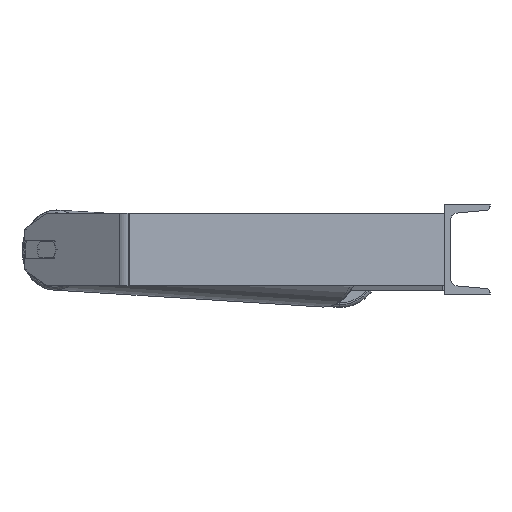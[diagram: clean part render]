
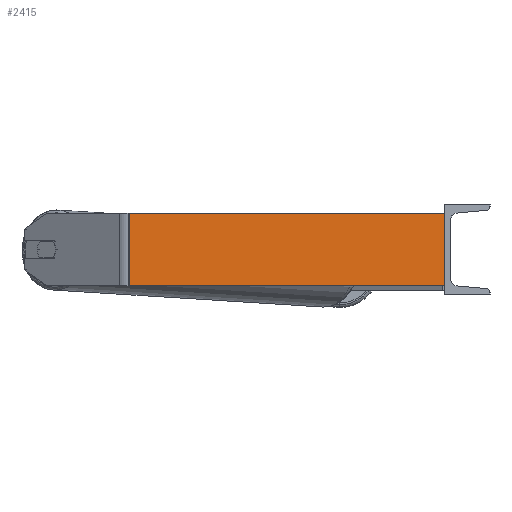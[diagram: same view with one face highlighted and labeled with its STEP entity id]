
A CAD part, left-side view. The second image highlights one B-rep face of the part: STEP entity #2415.
In plain terms, the highlighted planar face has unit normal (-0.996, -0.087, 0).
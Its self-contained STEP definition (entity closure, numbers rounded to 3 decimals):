
#29 = CARTESIAN_POINT ( 'NONE',  ( -785., 0., -40. ) ) ;
#90 = VECTOR ( 'NONE', #1001, 1000. ) ;
#333 = EDGE_CURVE ( 'NONE', #4225, #1031, #7768, .T. ) ;
#1001 = DIRECTION ( 'NONE',  ( 0., 0., -1. ) ) ;
#1031 = VERTEX_POINT ( 'NONE', #3309 ) ;
#1269 = CARTESIAN_POINT ( 'NONE',  ( -816.146, 356.005, -40. ) ) ;
#1431 = EDGE_LOOP ( 'NONE', ( #9018, #3768, #6165, #6297 ) ) ;
#1605 = VECTOR ( 'NONE', #6198, 1000. ) ;
#1701 = CARTESIAN_POINT ( 'NONE',  ( -785., 0., 40. ) ) ;
#1727 = EDGE_CURVE ( 'NONE', #4225, #4355, #4483, .T. ) ;
#2106 = VECTOR ( 'NONE', #2851, 1000. ) ;
#2167 = DIRECTION ( 'NONE',  ( -0.087, 0.996, 0. ) ) ;
#2217 = FACE_OUTER_BOUND ( 'NONE', #1431, .T. ) ;
#2312 = PLANE ( 'NONE',  #7107 ) ;
#2415 = ADVANCED_FACE ( 'NONE', ( #2217 ), #2312, .F. ) ;
#2851 = DIRECTION ( 'NONE',  ( 0.087, -0.996, 0. ) ) ;
#3309 = CARTESIAN_POINT ( 'NONE',  ( -785., 0., 40. ) ) ;
#3394 = LINE ( 'NONE', #1269, #1605 ) ;
#3677 = LINE ( 'NONE', #1701, #90 ) ;
#3719 = CARTESIAN_POINT ( 'NONE',  ( -815.639, 350.204, 40. ) ) ;
#3768 = ORIENTED_EDGE ( 'NONE', *, *, #4309, .F. ) ;
#4225 = VERTEX_POINT ( 'NONE', #6485 ) ;
#4309 = EDGE_CURVE ( 'NONE', #1031, #7183, #3677, .T. ) ;
#4355 = VERTEX_POINT ( 'NONE', #4666 ) ;
#4483 = LINE ( 'NONE', #3719, #8826 ) ;
#4666 = CARTESIAN_POINT ( 'NONE',  ( -815.639, 350.204, -40. ) ) ;
#5101 = CARTESIAN_POINT ( 'NONE',  ( -816.146, 356.005, 40. ) ) ;
#5980 = EDGE_CURVE ( 'NONE', #4355, #7183, #3394, .T. ) ;
#6165 = ORIENTED_EDGE ( 'NONE', *, *, #333, .F. ) ;
#6198 = DIRECTION ( 'NONE',  ( 0.087, -0.996, 0. ) ) ;
#6297 = ORIENTED_EDGE ( 'NONE', *, *, #1727, .T. ) ;
#6485 = CARTESIAN_POINT ( 'NONE',  ( -815.639, 350.204, 40. ) ) ;
#6998 = CARTESIAN_POINT ( 'NONE',  ( -816.146, 356.005, 40. ) ) ;
#7107 = AXIS2_PLACEMENT_3D ( 'NONE', #5101, #8497, #2167 ) ;
#7183 = VERTEX_POINT ( 'NONE', #29 ) ;
#7768 = LINE ( 'NONE', #6998, #2106 ) ;
#8497 = DIRECTION ( 'NONE',  ( 0.996, 0.087, 0. ) ) ;
#8771 = DIRECTION ( 'NONE',  ( 0., 0., -1. ) ) ;
#8826 = VECTOR ( 'NONE', #8771, 1000. ) ;
#9018 = ORIENTED_EDGE ( 'NONE', *, *, #5980, .T. ) ;
